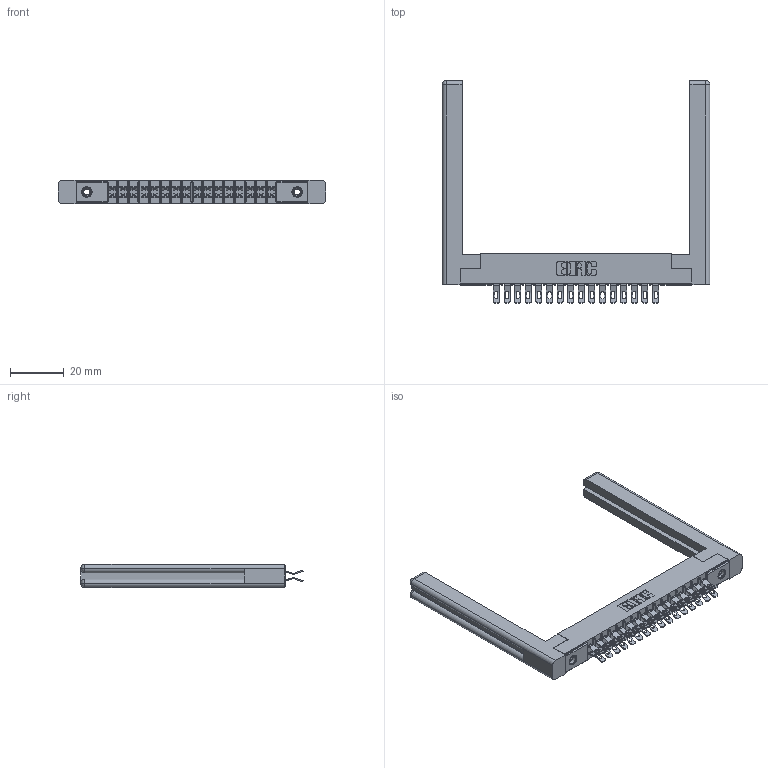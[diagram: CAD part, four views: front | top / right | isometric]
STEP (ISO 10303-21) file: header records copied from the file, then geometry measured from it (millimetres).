
FILE_DESCRIPTION (( 'STEP AP203' ), '1' );
FILE_NAME ('305-032-555-258.STEP', '2019-09-09T16:46:38', ( '' ), ( '' ), 'SwSTEP 2.0', 'SolidWorks 2016', '' );
FILE_SCHEMA (( 'CONFIG_CONTROL_DESIGN' ));
Length unit declared in the file: inch
Products named in the file (5): 345-250-001_345-250-001-102; 305-032-555-258; 307-220-058; 305-290-001_555; 305 Part_.156 Dia
Assembly tree (37 placements, depth 2):
  305-032-555-258
    305 Part_.156 Dia
    305-290-001_555  x32
    345-250-001_345-250-001-102  x2
    307-220-058  x2
Bounding box: 100.03 x 83.06 x 8.71 mm (x, y, z)
Volume: 14096.2 mm3; surface area: 17285.3 mm2
Topology: 37 solids, 37 shells, 2370 faces, 6990 edges, 4560 vertices
Faces by surface type: plane 1176, cylinder 1106, sphere 64, cone 12, torus 12
Entity records: 23746 total; most frequent: CARTESIAN_POINT 3963, ORIENTED_EDGE 3862, DIRECTION 3811, EDGE_CURVE 1931, VECTOR 1503, LINE 1503, VERTEX_POINT 1236, AXIS2_PLACEMENT_3D 1154
